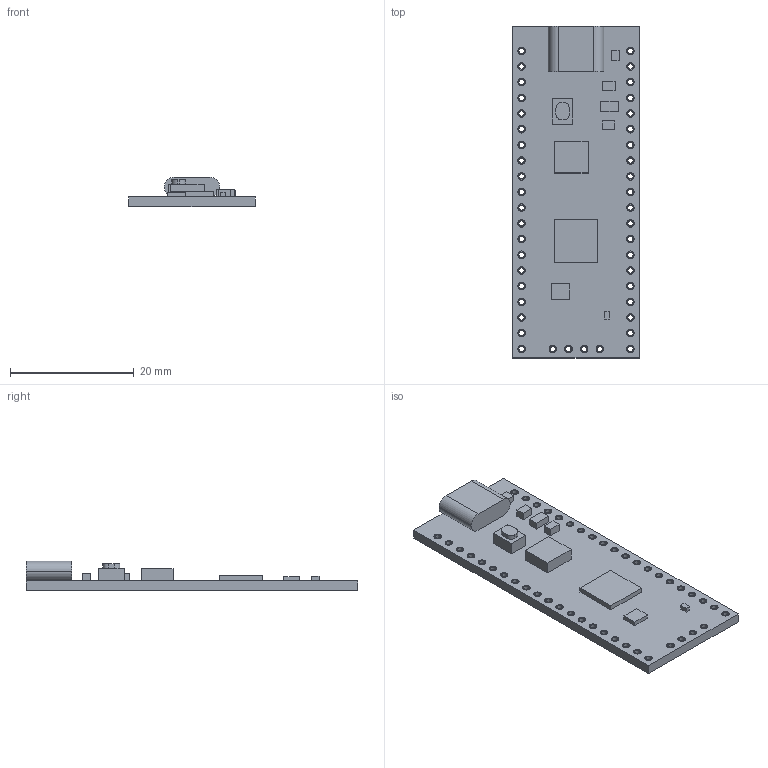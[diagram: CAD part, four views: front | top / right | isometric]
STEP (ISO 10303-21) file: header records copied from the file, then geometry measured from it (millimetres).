
FILE_DESCRIPTION(('HOOPS Exchange Step'),'2;1');
FILE_NAME('temp_export','2024-10-28T15:44:00-07:00',('Aaron'),('Shapr3D Limited'),'HOOPS Exchange 2024.2','Shapr3D','Authorized');
FILE_SCHEMA( ('AP242_MANAGED_MODEL_BASED_3D_ENGINEERING_MIM_LF {1 0 10303 442 1 1 4 }') );
Length unit declared in the file: millimetre
Products named in the file (1): root
Bounding box: 20.52 x 53.75 x 4.78 mm (x, y, z)
Volume: 1892.5 mm3; surface area: 3002.3 mm2
Topology: 1 solids, 1 shells, 292 faces, 746 edges, 556 vertices
Faces by surface type: plane 150, cylinder 142
Full cylindrical faces by diameter (mm): 0.864 x44, 1.219 x88
Entity records: 9759 total; most frequent: DIRECTION 1794, CARTESIAN_POINT 1596, ORIENTED_EDGE 1492, AXIS2_PLACEMENT_3D 754, EDGE_CURVE 746, VERTEX_POINT 556, EDGE_LOOP 480, FACE_BOUND 480
